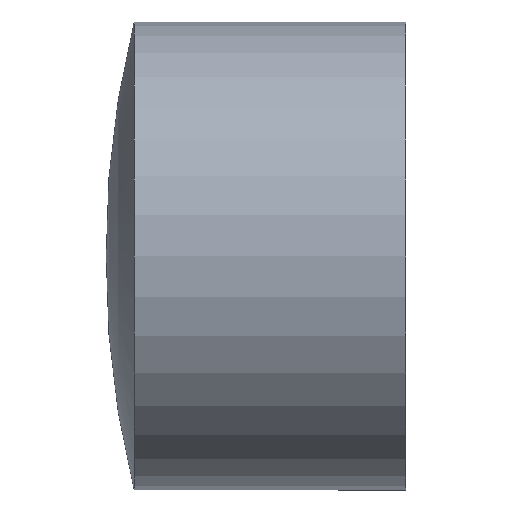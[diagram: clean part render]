
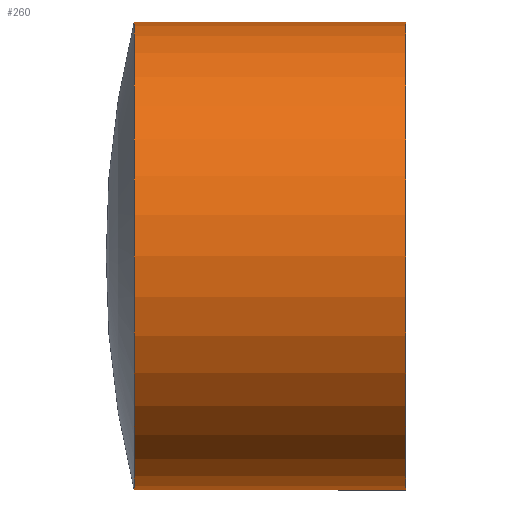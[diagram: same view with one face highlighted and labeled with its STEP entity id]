
A CAD part, left-side view. The second image highlights one B-rep face of the part: STEP entity #260.
In plain terms, the highlighted cylindrical face has radius 112.5 mm (diameter 225 mm), a partial arc.
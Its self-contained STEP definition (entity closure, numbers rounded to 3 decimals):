
#1 = EDGE_CURVE ( 'NONE', #8, #84, #277, .T. ) ;
#4 = EDGE_CURVE ( 'NONE', #227, #8, #31, .T. ) ;
#8 = VERTEX_POINT ( 'NONE', #230 ) ;
#31 = CIRCLE ( 'NONE', #177, 112.5 ) ;
#35 = ORIENTED_EDGE ( 'NONE', *, *, #4, .T. ) ;
#37 = EDGE_LOOP ( 'NONE', ( #251, #35, #161, #183 ) ) ;
#41 = DIRECTION ( 'NONE',  ( 0., -1., 0. ) ) ;
#44 = VECTOR ( 'NONE', #76, 1000. ) ;
#62 = CARTESIAN_POINT ( 'NONE',  ( 0., 0., -112.5 ) ) ;
#63 = AXIS2_PLACEMENT_3D ( 'NONE', #285, #73, #178 ) ;
#64 = EDGE_CURVE ( 'NONE', #188, #84, #172, .T. ) ;
#65 = CARTESIAN_POINT ( 'NONE',  ( 0., 0., -112.5 ) ) ;
#73 = DIRECTION ( 'NONE',  ( 0., -1., 0. ) ) ;
#76 = DIRECTION ( 'NONE',  ( 0., -1., 0. ) ) ;
#84 = VERTEX_POINT ( 'NONE', #65 ) ;
#88 = CARTESIAN_POINT ( 'NONE',  ( 0., 0., 0. ) ) ;
#101 = FACE_OUTER_BOUND ( 'NONE', #37, .T. ) ;
#140 = DIRECTION ( 'NONE',  ( 0., 0., -1. ) ) ;
#161 = ORIENTED_EDGE ( 'NONE', *, *, #1, .T. ) ;
#164 = DIRECTION ( 'NONE',  ( 0., -1., 0. ) ) ;
#170 = AXIS2_PLACEMENT_3D ( 'NONE', #88, #193, #279 ) ;
#172 = CIRCLE ( 'NONE', #170, 112.5 ) ;
#177 = AXIS2_PLACEMENT_3D ( 'NONE', #255, #41, #140 ) ;
#178 = DIRECTION ( 'NONE',  ( 0., 0., -1. ) ) ;
#183 = ORIENTED_EDGE ( 'NONE', *, *, #64, .F. ) ;
#185 = VECTOR ( 'NONE', #164, 1000. ) ;
#188 = VERTEX_POINT ( 'NONE', #235 ) ;
#193 = DIRECTION ( 'NONE',  ( 0., -1., 0. ) ) ;
#202 = CYLINDRICAL_SURFACE ( 'NONE', #63, 112.5 ) ;
#217 = CARTESIAN_POINT ( 'NONE',  ( 0., 130.593, 112.5 ) ) ;
#220 = LINE ( 'NONE', #286, #44 ) ;
#227 = VERTEX_POINT ( 'NONE', #217 ) ;
#230 = CARTESIAN_POINT ( 'NONE',  ( 0., 130.593, -112.5 ) ) ;
#235 = CARTESIAN_POINT ( 'NONE',  ( 0., 0., 112.5 ) ) ;
#251 = ORIENTED_EDGE ( 'NONE', *, *, #287, .F. ) ;
#255 = CARTESIAN_POINT ( 'NONE',  ( 0., 130.593, 0. ) ) ;
#260 = ADVANCED_FACE ( 'NONE', ( #101 ), #202, .T. ) ;
#277 = LINE ( 'NONE', #62, #185 ) ;
#279 = DIRECTION ( 'NONE',  ( 0., 0., -1. ) ) ;
#285 = CARTESIAN_POINT ( 'NONE',  ( 0., 0., 0. ) ) ;
#286 = CARTESIAN_POINT ( 'NONE',  ( 0., 0., 112.5 ) ) ;
#287 = EDGE_CURVE ( 'NONE', #227, #188, #220, .T. ) ;
